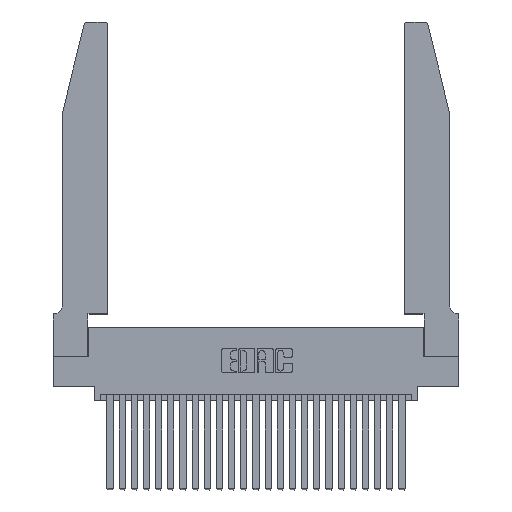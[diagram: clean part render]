
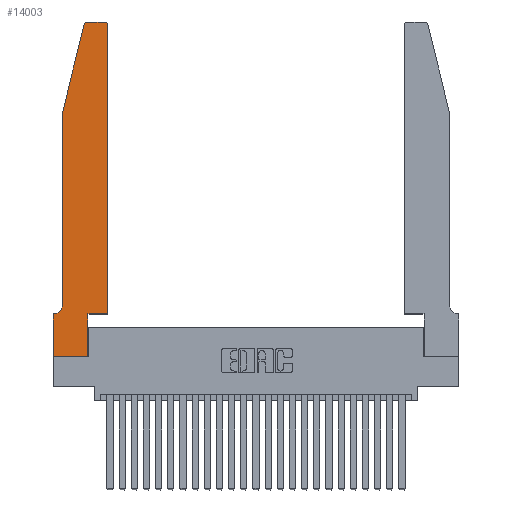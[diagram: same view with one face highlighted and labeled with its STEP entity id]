
A CAD part, top view. The second image highlights one B-rep face of the part: STEP entity #14003.
In plain terms, the highlighted planar face has unit normal (0, 0, 1).
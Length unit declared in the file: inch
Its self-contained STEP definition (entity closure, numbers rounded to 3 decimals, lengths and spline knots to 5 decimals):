
#218 = EDGE_CURVE ( 'NONE', #17125, #12213, #1409, .T. ) ;
#470 = VECTOR ( 'NONE', #1999, 39.37008 ) ;
#717 = PLANE ( 'NONE',  #4580 ) ;
#770 = CARTESIAN_POINT ( 'NONE',  ( 0.284, 2.75, 0.37 ) ) ;
#1077 = ORIENTED_EDGE ( 'NONE', *, *, #17457, .T. ) ;
#1409 = LINE ( 'NONE', #26573, #6284 ) ;
#1420 = DIRECTION ( 'NONE',  ( -0.239, -0.971, 0. ) ) ;
#1811 = CARTESIAN_POINT ( 'NONE',  ( 0.2865, 0.35, 0.37 ) ) ;
#1906 = VECTOR ( 'NONE', #24184, 39.37008 ) ;
#1999 = DIRECTION ( 'NONE',  ( -1., 0., 0. ) ) ;
#2166 = CARTESIAN_POINT ( 'NONE',  ( 0.2865, 0.35, 0.37 ) ) ;
#2439 = VERTEX_POINT ( 'NONE', #4575 ) ;
#2591 = DIRECTION ( 'NONE',  ( 0., 0., -1. ) ) ;
#2824 = CARTESIAN_POINT ( 'NONE',  ( 0., 0.35, 0.37 ) ) ;
#3143 = VERTEX_POINT ( 'NONE', #19645 ) ;
#3181 = VECTOR ( 'NONE', #20258, 39.37008 ) ;
#3294 = ORIENTED_EDGE ( 'NONE', *, *, #14709, .T. ) ;
#3329 = LINE ( 'NONE', #12064, #18434 ) ;
#3718 = AXIS2_PLACEMENT_3D ( 'NONE', #14973, #2591, #17010 ) ;
#4575 = CARTESIAN_POINT ( 'NONE',  ( 0.2865, 0., 0.37 ) ) ;
#4580 = AXIS2_PLACEMENT_3D ( 'NONE', #2824, #4906, #19244 ) ;
#4698 = CIRCLE ( 'NONE', #3718, 0.07 ) ;
#4906 = DIRECTION ( 'NONE',  ( 0., 0., 1. ) ) ;
#5141 = VERTEX_POINT ( 'NONE', #16299 ) ;
#6008 = LINE ( 'NONE', #24649, #470 ) ;
#6284 = VECTOR ( 'NONE', #25978, 39.37008 ) ;
#6706 = CARTESIAN_POINT ( 'NONE',  ( 0.25487, 2.72718, 0.37 ) ) ;
#7261 = CARTESIAN_POINT ( 'NONE',  ( 0.284, 2.72, 0.37 ) ) ;
#7488 = CARTESIAN_POINT ( 'NONE',  ( 0.4205, 2.75, 0.37 ) ) ;
#7761 = CIRCLE ( 'NONE', #18120, 0.03 ) ;
#8423 = VECTOR ( 'NONE', #15534, 39.37008 ) ;
#8429 = EDGE_CURVE ( 'NONE', #13813, #15803, #11712, .T. ) ;
#9336 = DIRECTION ( 'NONE',  ( 1., 0., 0. ) ) ;
#9539 = EDGE_CURVE ( 'NONE', #12773, #26393, #7761, .T. ) ;
#9566 = EDGE_CURVE ( 'NONE', #21825, #3143, #18015, .T. ) ;
#9762 = DIRECTION ( 'NONE',  ( 0., 0., 1. ) ) ;
#9896 = EDGE_CURVE ( 'NONE', #2439, #16560, #25967, .T. ) ;
#10228 = VERTEX_POINT ( 'NONE', #19568 ) ;
#10315 = ORIENTED_EDGE ( 'NONE', *, *, #24811, .T. ) ;
#11712 = CIRCLE ( 'NONE', #12829, 0.03 ) ;
#11915 = ORIENTED_EDGE ( 'NONE', *, *, #9539, .T. ) ;
#11982 = CARTESIAN_POINT ( 'NONE',  ( 0.4505, 0.35, 0.37 ) ) ;
#12059 = ORIENTED_EDGE ( 'NONE', *, *, #218, .T. ) ;
#12064 = CARTESIAN_POINT ( 'NONE',  ( 0.4505, 0.35, 0.37 ) ) ;
#12213 = VERTEX_POINT ( 'NONE', #23634 ) ;
#12512 = DIRECTION ( 'NONE',  ( 0., 1., 0. ) ) ;
#12773 = VERTEX_POINT ( 'NONE', #770 ) ;
#12829 = AXIS2_PLACEMENT_3D ( 'NONE', #21984, #9762, #24050 ) ;
#13014 = EDGE_CURVE ( 'NONE', #26393, #21825, #25848, .T. ) ;
#13416 = CARTESIAN_POINT ( 'NONE',  ( 0.0755, 2., 0.37 ) ) ;
#13438 = ORIENTED_EDGE ( 'NONE', *, *, #9566, .T. ) ;
#13813 = VERTEX_POINT ( 'NONE', #14256 ) ;
#14003 = ADVANCED_FACE ( 'NONE', ( #22735 ), #717, .T. ) ;
#14153 = DIRECTION ( 'NONE',  ( 1., 0., 0. ) ) ;
#14196 = CARTESIAN_POINT ( 'NONE',  ( 0., 0., 0.37 ) ) ;
#14211 = LINE ( 'NONE', #14196, #3181 ) ;
#14256 = CARTESIAN_POINT ( 'NONE',  ( 0.4505, 2.72, 0.37 ) ) ;
#14709 = EDGE_CURVE ( 'NONE', #15803, #12773, #6008, .T. ) ;
#14973 = CARTESIAN_POINT ( 'NONE',  ( 0.0055, 0.42, 0.37 ) ) ;
#15534 = DIRECTION ( 'NONE',  ( 0., -1., 0. ) ) ;
#15803 = VERTEX_POINT ( 'NONE', #7488 ) ;
#15867 = CARTESIAN_POINT ( 'NONE',  ( 0.0055, 0.35, 0.37 ) ) ;
#16057 = DIRECTION ( 'NONE',  ( 1., 0., 0. ) ) ;
#16299 = CARTESIAN_POINT ( 'NONE',  ( 0.4505, 0.35, 0.37 ) ) ;
#16560 = VERTEX_POINT ( 'NONE', #1811 ) ;
#17010 = DIRECTION ( 'NONE',  ( -1., 0., 0. ) ) ;
#17125 = VERTEX_POINT ( 'NONE', #15867 ) ;
#17317 = CARTESIAN_POINT ( 'NONE',  ( 0.0755, 2., 0.37 ) ) ;
#17457 = EDGE_CURVE ( 'NONE', #10228, #2439, #24149, .T. ) ;
#18003 = ORIENTED_EDGE ( 'NONE', *, *, #18643, .T. ) ;
#18015 = LINE ( 'NONE', #13416, #8423 ) ;
#18120 = AXIS2_PLACEMENT_3D ( 'NONE', #7261, #21562, #9336 ) ;
#18313 = ORIENTED_EDGE ( 'NONE', *, *, #13014, .T. ) ;
#18434 = VECTOR ( 'NONE', #14153, 39.37008 ) ;
#18643 = EDGE_CURVE ( 'NONE', #5141, #13813, #23128, .T. ) ;
#18713 = VECTOR ( 'NONE', #16057, 39.37008 ) ;
#19244 = DIRECTION ( 'NONE',  ( 1., 0., 0. ) ) ;
#19568 = CARTESIAN_POINT ( 'NONE',  ( 0., 0., 0.37 ) ) ;
#19645 = CARTESIAN_POINT ( 'NONE',  ( 0.0755, 0.42, 0.37 ) ) ;
#20211 = ORIENTED_EDGE ( 'NONE', *, *, #26144, .T. ) ;
#20258 = DIRECTION ( 'NONE',  ( 0., -1., 0. ) ) ;
#21562 = DIRECTION ( 'NONE',  ( 0., 0., 1. ) ) ;
#21825 = VERTEX_POINT ( 'NONE', #17317 ) ;
#21984 = CARTESIAN_POINT ( 'NONE',  ( 0.4205, 2.72, 0.37 ) ) ;
#22180 = CARTESIAN_POINT ( 'NONE',  ( 0., 0., 0.37 ) ) ;
#22716 = EDGE_CURVE ( 'NONE', #12213, #10228, #14211, .T. ) ;
#22735 = FACE_OUTER_BOUND ( 'NONE', #25434, .T. ) ;
#22958 = ORIENTED_EDGE ( 'NONE', *, *, #8429, .T. ) ;
#23128 = LINE ( 'NONE', #11982, #1906 ) ;
#23139 = ORIENTED_EDGE ( 'NONE', *, *, #9896, .T. ) ;
#23634 = CARTESIAN_POINT ( 'NONE',  ( 0., 0.35, 0.37 ) ) ;
#24050 = DIRECTION ( 'NONE',  ( 1., 0., 0. ) ) ;
#24149 = LINE ( 'NONE', #22180, #18713 ) ;
#24184 = DIRECTION ( 'NONE',  ( 0., 1., 0. ) ) ;
#24426 = ORIENTED_EDGE ( 'NONE', *, *, #22716, .T. ) ;
#24649 = CARTESIAN_POINT ( 'NONE',  ( 0.2605, 2.75, 0.37 ) ) ;
#24811 = EDGE_CURVE ( 'NONE', #3143, #17125, #4698, .T. ) ;
#25211 = VECTOR ( 'NONE', #1420, 39.37008 ) ;
#25328 = VECTOR ( 'NONE', #12512, 39.37008 ) ;
#25434 = EDGE_LOOP ( 'NONE', ( #3294, #11915, #18313, #13438, #10315, #12059, #24426, #1077, #23139, #20211, #18003, #22958 ) ) ;
#25848 = LINE ( 'NONE', #26018, #25211 ) ;
#25967 = LINE ( 'NONE', #2166, #25328 ) ;
#25978 = DIRECTION ( 'NONE',  ( -1., 0., 0. ) ) ;
#26018 = CARTESIAN_POINT ( 'NONE',  ( 0.0755, 2., 0.37 ) ) ;
#26144 = EDGE_CURVE ( 'NONE', #16560, #5141, #3329, .T. ) ;
#26393 = VERTEX_POINT ( 'NONE', #6706 ) ;
#26573 = CARTESIAN_POINT ( 'NONE',  ( 0.0755, 0.35, 0.37 ) ) ;
